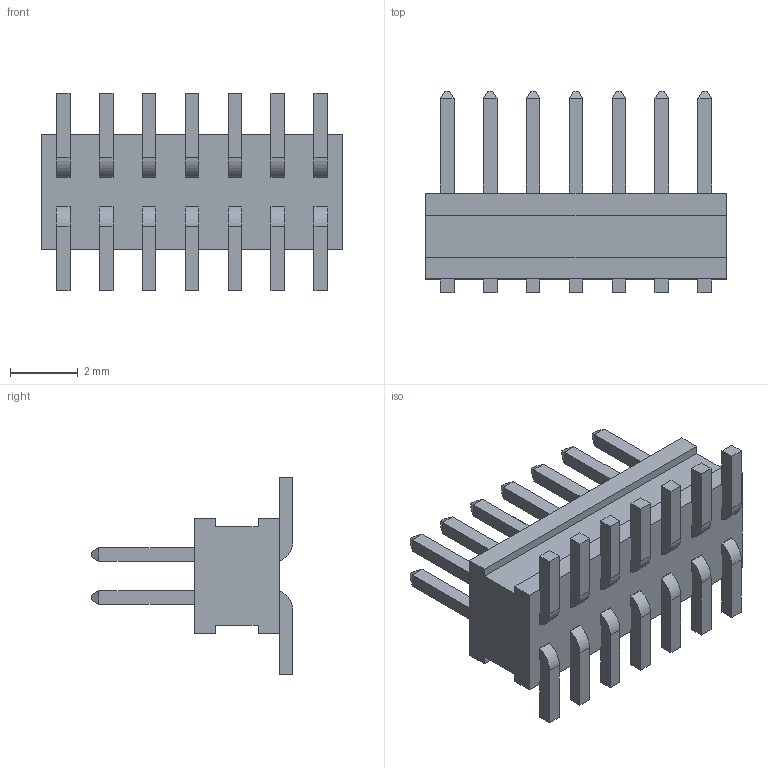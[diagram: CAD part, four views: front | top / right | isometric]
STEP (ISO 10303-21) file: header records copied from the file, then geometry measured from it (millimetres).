
FILE_DESCRIPTION( ( 'STEP AP214' ), ' ' );
FILE_NAME( 'FTSH-107-01-F-DV.stp', '2018-07-01T05:36:18', ( '' ), ( '' ), ' ', 'PARTsolutions', ' ' );
FILE_SCHEMA( ( 'AUTOMOTIVE_DESIGN { 1 0 10303 214 1 1 1 1 }' ) );
Length unit declared in the file: inch
Products named in the file (4): FTSH-107-01-F-DV; _FTSH-107-01-F-DV_body; _FTSH-107-01-F-DV_pins1; _FTSH-107-01-F-DV_pins2
Assembly tree (3 placements, depth 2):
  FTSH-107-01-F-DV
    _FTSH-107-01-F-DV_body
    _FTSH-107-01-F-DV_pins1
    _FTSH-107-01-F-DV_pins2
Bounding box: 8.89 x 5.97 x 5.84 mm (x, y, z)
Volume: 100 mm3; surface area: 401.9 mm2
Topology: 3 solids, 3 shells, 296 faces, 814 edges, 524 vertices
Faces by surface type: plane 282, cylinder 14
Entity records: 11652 total; most frequent: CARTESIAN_POINT 1638, ORIENTED_EDGE 1628, DIRECTION 1442, EDGE_CURVE 814, LINE 786, VECTOR 786, VERTEX_POINT 524, AXIS2_PLACEMENT_3D 328
